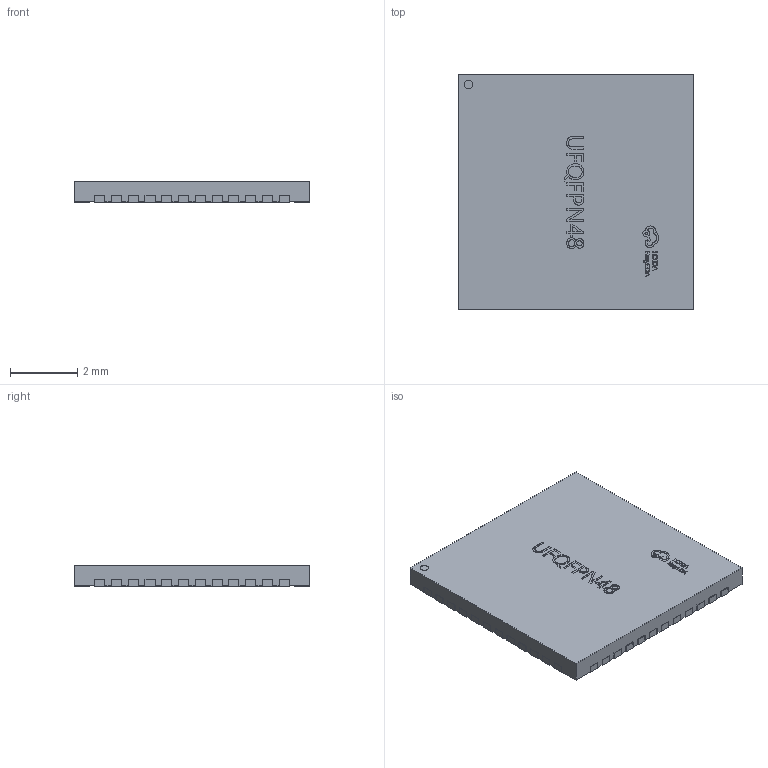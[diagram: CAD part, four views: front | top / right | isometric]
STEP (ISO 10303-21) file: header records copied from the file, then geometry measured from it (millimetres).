
FILE_DESCRIPTION (( 'STEP AP214' ), '1' );
FILE_NAME ('UFQFPN-48_L7.0-W7.0-H0.6-P0.50.step', '2022-07-09T05:31:45', ( '' ), ( '' ), 'SwSTEP 2.0', 'SolidWorks 2020', '' );
FILE_SCHEMA (( 'AUTOMOTIVE_DESIGN' ));
Length unit declared in the file: millimetre
Products named in the file (1): UFQFPN-48_L7.0-W7.0-H0.6-P0.50
Bounding box: 7.03 x 7.03 x 0.61 mm (x, y, z)
Volume: 29.8 mm3; surface area: 116.6 mm2
Topology: 1 solids, 1 shells, 712 faces, 2007 edges, 1338 vertices
Faces by surface type: plane 498, bspline 152, cylinder 62
Entity records: 30633 total; most frequent: CARTESIAN_POINT 8650, ORIENTED_EDGE 4014, DIRECTION 2945, EDGE_CURVE 2007, LINE 1575, VECTOR 1575, VERTEX_POINT 1338, EDGE_LOOP 753
